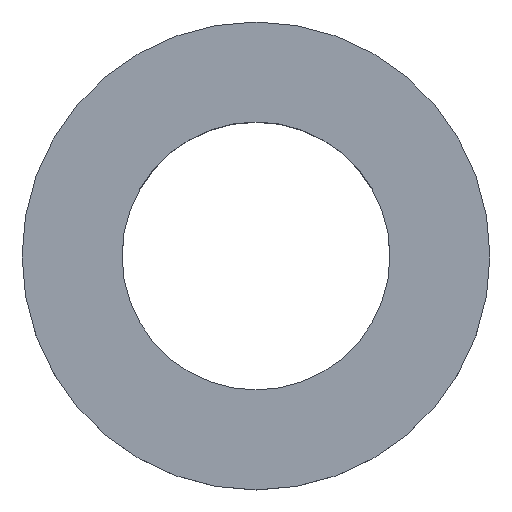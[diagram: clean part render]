
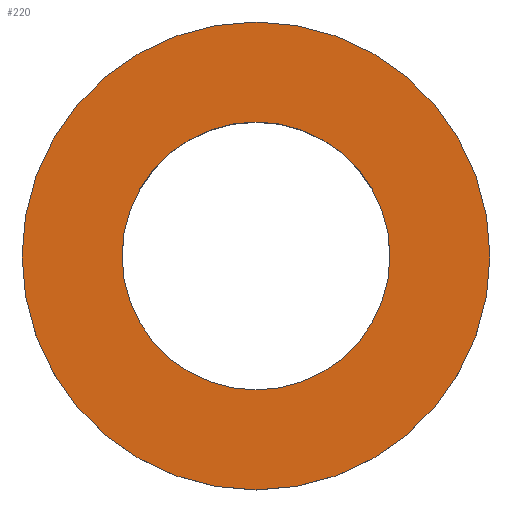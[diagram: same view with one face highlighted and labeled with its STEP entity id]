
A CAD part, top view. The second image highlights one B-rep face of the part: STEP entity #220.
In plain terms, the highlighted planar face has unit normal (0, 0, 1).
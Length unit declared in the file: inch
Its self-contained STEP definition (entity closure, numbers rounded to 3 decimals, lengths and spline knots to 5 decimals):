
#4 = AXIS2_PLACEMENT_3D ( 'NONE', #187, #162, #236 ) ;
#8 = AXIS2_PLACEMENT_3D ( 'NONE', #164, #262, #166 ) ;
#25 = CARTESIAN_POINT ( 'NONE',  ( 0., 0., 0.15625 ) ) ;
#30 = CIRCLE ( 'NONE', #135, 0.4375 ) ;
#36 = CARTESIAN_POINT ( 'NONE',  ( 0., 0., 0.15625 ) ) ;
#38 = DIRECTION ( 'NONE',  ( -1., 0., 0. ) ) ;
#43 = DIRECTION ( 'NONE',  ( 0., 0., -1. ) ) ;
#53 = CIRCLE ( 'NONE', #99, 0.4375 ) ;
#71 = FACE_BOUND ( 'NONE', #154, .T. ) ;
#80 = VERTEX_POINT ( 'NONE', #296 ) ;
#83 = EDGE_LOOP ( 'NONE', ( #101, #102 ) ) ;
#88 = CARTESIAN_POINT ( 'NONE',  ( 0., 0., 0.15625 ) ) ;
#90 = PLANE ( 'NONE',  #4 ) ;
#91 = AXIS2_PLACEMENT_3D ( 'NONE', #36, #43, #38 ) ;
#99 = AXIS2_PLACEMENT_3D ( 'NONE', #25, #113, #210 ) ;
#101 = ORIENTED_EDGE ( 'NONE', *, *, #267, .F. ) ;
#102 = ORIENTED_EDGE ( 'NONE', *, *, #218, .F. ) ;
#113 = DIRECTION ( 'NONE',  ( 0., 0., -1. ) ) ;
#135 = AXIS2_PLACEMENT_3D ( 'NONE', #88, #184, #278 ) ;
#144 = CIRCLE ( 'NONE', #8, 0.2505 ) ;
#148 = VERTEX_POINT ( 'NONE', #271 ) ;
#151 = VERTEX_POINT ( 'NONE', #209 ) ;
#154 = EDGE_LOOP ( 'NONE', ( #199, #200 ) ) ;
#162 = DIRECTION ( 'NONE',  ( 0., 0., 1. ) ) ;
#164 = CARTESIAN_POINT ( 'NONE',  ( 0., 0., 0.15625 ) ) ;
#166 = DIRECTION ( 'NONE',  ( -1., 0., 0. ) ) ;
#180 = VERTEX_POINT ( 'NONE', #205 ) ;
#181 = FACE_OUTER_BOUND ( 'NONE', #83, .T. ) ;
#184 = DIRECTION ( 'NONE',  ( 0., 0., -1. ) ) ;
#187 = CARTESIAN_POINT ( 'NONE',  ( 0., 0.2505, 0.15625 ) ) ;
#189 = EDGE_CURVE ( 'NONE', #151, #80, #232, .T. ) ;
#199 = ORIENTED_EDGE ( 'NONE', *, *, #290, .T. ) ;
#200 = ORIENTED_EDGE ( 'NONE', *, *, #189, .T. ) ;
#205 = CARTESIAN_POINT ( 'NONE',  ( -0.4375, 0., 0.15625 ) ) ;
#209 = CARTESIAN_POINT ( 'NONE',  ( 0.2505, 0., 0.15625 ) ) ;
#210 = DIRECTION ( 'NONE',  ( -1., 0., 0. ) ) ;
#218 = EDGE_CURVE ( 'NONE', #148, #180, #30, .T. ) ;
#220 = ADVANCED_FACE ( 'NONE', ( #71, #181 ), #90, .T. ) ;
#232 = CIRCLE ( 'NONE', #91, 0.2505 ) ;
#236 = DIRECTION ( 'NONE',  ( 1., 0., 0. ) ) ;
#262 = DIRECTION ( 'NONE',  ( 0., 0., -1. ) ) ;
#267 = EDGE_CURVE ( 'NONE', #180, #148, #53, .T. ) ;
#271 = CARTESIAN_POINT ( 'NONE',  ( 0.4375, 0., 0.15625 ) ) ;
#278 = DIRECTION ( 'NONE',  ( -1., 0., 0. ) ) ;
#290 = EDGE_CURVE ( 'NONE', #80, #151, #144, .T. ) ;
#296 = CARTESIAN_POINT ( 'NONE',  ( -0.2505, 0., 0.15625 ) ) ;
